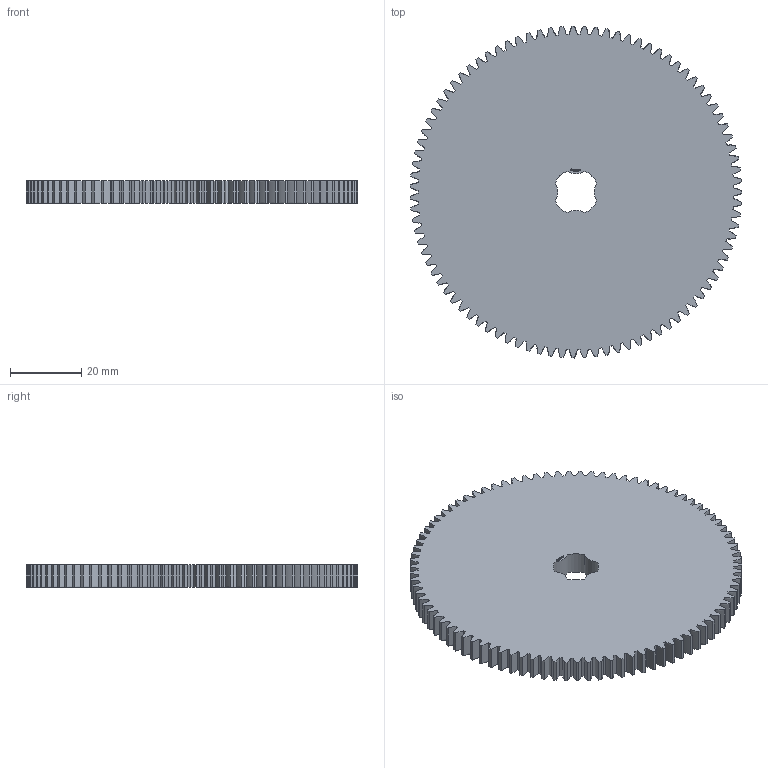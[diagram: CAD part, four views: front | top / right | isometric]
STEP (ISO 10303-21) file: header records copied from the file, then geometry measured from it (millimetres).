
FILE_DESCRIPTION(('FreeCAD Model'),'2;1');
FILE_NAME('Open CASCADE Shape Model','2024-03-11T23:30:56',(''),(''), 'Open CASCADE STEP processor 7.6','FreeCAD','Unknown');
FILE_SCHEMA(('AUTOMOTIVE_DESIGN { 1 0 10303 214 1 1 1 1 }'));
Products named in the file (1): Gear Wheel PLN TTH91 BU00.50 SFT-SHD - SPN-GWH-0342 (stemfie.org)
Bounding box: 92.98 x 93 x 6.25 mm (x, y, z)
Volume: 39838.6 mm3; surface area: 16598.9 mm2
Topology: 1 solids, 1 shells, 844 faces, 2436 edges, 1624 vertices
Faces by surface type: extrusion 506, plane 330, cylinder 8
Entity records: 82143 total; most frequent: CARTESIAN_POINT 31227, DIRECTION 6484, VECTOR 5758, LINE 5252, ORIENTED_EDGE 4872, PCURVE 4872, DEFINITIONAL_REPRESENTATION 4872, B_SPLINE_CURVE_WITH_KNOTS 2530
